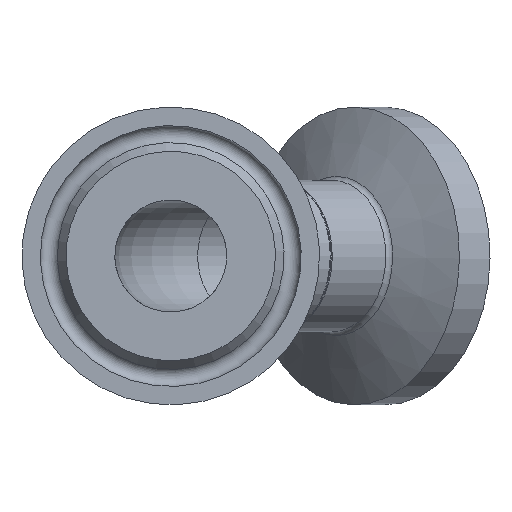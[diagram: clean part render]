
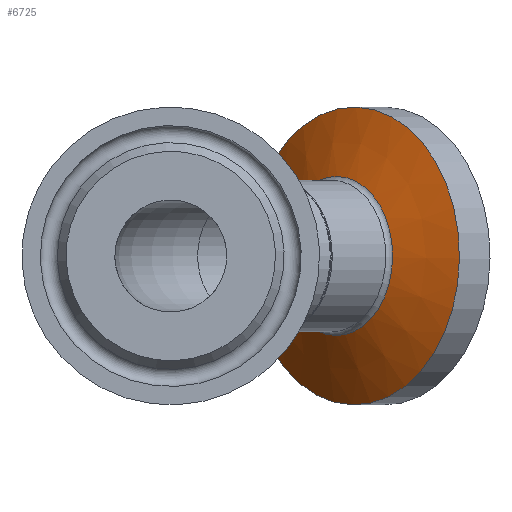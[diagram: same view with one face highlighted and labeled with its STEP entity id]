
A CAD part, front view. The second image highlights one B-rep face of the part: STEP entity #6725.
In plain terms, the highlighted conical face has half-angle 70 degrees and reference radius 9.423 mm.
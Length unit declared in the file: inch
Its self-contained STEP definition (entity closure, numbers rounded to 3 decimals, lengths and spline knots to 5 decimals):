
#13=CONICAL_SURFACE('',#7124,0.371,70.);
#220=FACE_BOUND('',#2040,.T.);
#1629=FACE_OUTER_BOUND('',#2039,.T.);
#2039=EDGE_LOOP('',(#6231));
#2040=EDGE_LOOP('',(#6232));
#2230=CIRCLE('',#7123,0.26316);
#2231=CIRCLE('',#7125,0.492);
#3281=VERTEX_POINT('',#14623);
#3282=VERTEX_POINT('',#14626);
#4271=EDGE_CURVE('',#3281,#3281,#2230,.T.);
#4272=EDGE_CURVE('',#3282,#3282,#2231,.T.);
#6231=ORIENTED_EDGE('',*,*,#4272,.T.);
#6232=ORIENTED_EDGE('',*,*,#4271,.F.);
#6725=ADVANCED_FACE('',(#1629,#220),#13,.T.);
#7123=AXIS2_PLACEMENT_3D('',#14624,#8323,#8324);
#7124=AXIS2_PLACEMENT_3D('',#14625,#8325,#8326);
#7125=AXIS2_PLACEMENT_3D('',#14627,#8327,#8328);
#8323=DIRECTION('center_axis',(-0.707,-0.707,0.));
#8324=DIRECTION('ref_axis',(-0.364,0.364,-0.857));
#8325=DIRECTION('center_axis',(0.707,0.707,0.));
#8326=DIRECTION('ref_axis',(0.364,-0.364,0.857));
#8327=DIRECTION('center_axis',(-0.707,-0.707,0.));
#8328=DIRECTION('ref_axis',(0.606,-0.606,-0.515));
#14623=CARTESIAN_POINT('',(0.64268,0.76169,0.22559));
#14624=CARTESIAN_POINT('Origin',(0.54685,0.85751,0.));
#14625=CARTESIAN_POINT('Origin',(0.57461,0.88527,0.));
#14626=CARTESIAN_POINT('',(0.7849,0.73726,0.42175));
#14627=CARTESIAN_POINT('Origin',(0.60575,0.91641,0.));
